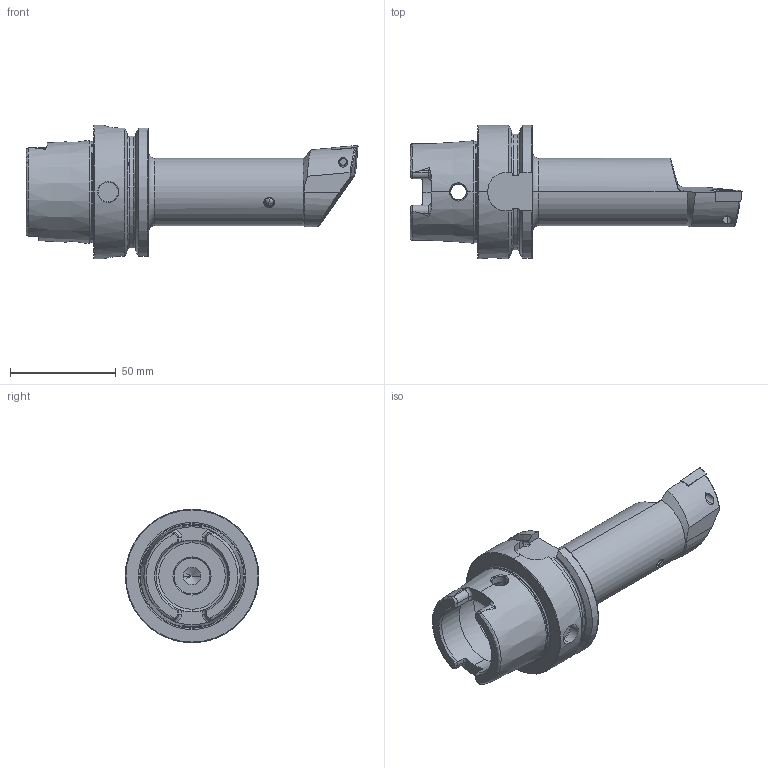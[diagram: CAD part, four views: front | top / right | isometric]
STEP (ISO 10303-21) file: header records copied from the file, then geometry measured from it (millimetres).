
FILE_DESCRIPTION (( 'STEP AP214' ), '1' );
FILE_NAME ('HA6.BCC.LLB.125.STEP', '2020-09-11T05:59:20', ( '' ), ( '' ), 'SwSTEP 2.0', 'SolidWorks 2017', '' );
FILE_SCHEMA (( 'AUTOMOTIVE_DESIGN' ));
Length unit declared in the file: millimetre
Products named in the file (5): KVT_MB_600_050; WCC-ER2.001.010_A; CCMT120404; HA6-BCC.LLB.125_A; HA6.BCC.LLB.125
Assembly tree (4 placements, depth 2):
  HA6.BCC.LLB.125
    HA6-BCC.LLB.125_A
    CCMT120404
    WCC-ER2.001.010_A
    KVT_MB_600_050
Bounding box: 156.86 x 63 x 63 mm (x, y, z)
Volume: 143984.9 mm3; surface area: 34324.6 mm2
Topology: 5 solids, 5 shells, 298 faces, 764 edges, 463 vertices
Faces by surface type: cylinder 91, cone 78, plane 71, torus 39, bspline 17, sphere 2
Entity records: 12155 total; most frequent: CARTESIAN_POINT 3726, ORIENTED_EDGE 1486, DIRECTION 1394, EDGE_CURVE 743, AXIS2_PLACEMENT_3D 557, VERTEX_POINT 460, EDGE_LOOP 315, FACE_OUTER_BOUND 298
